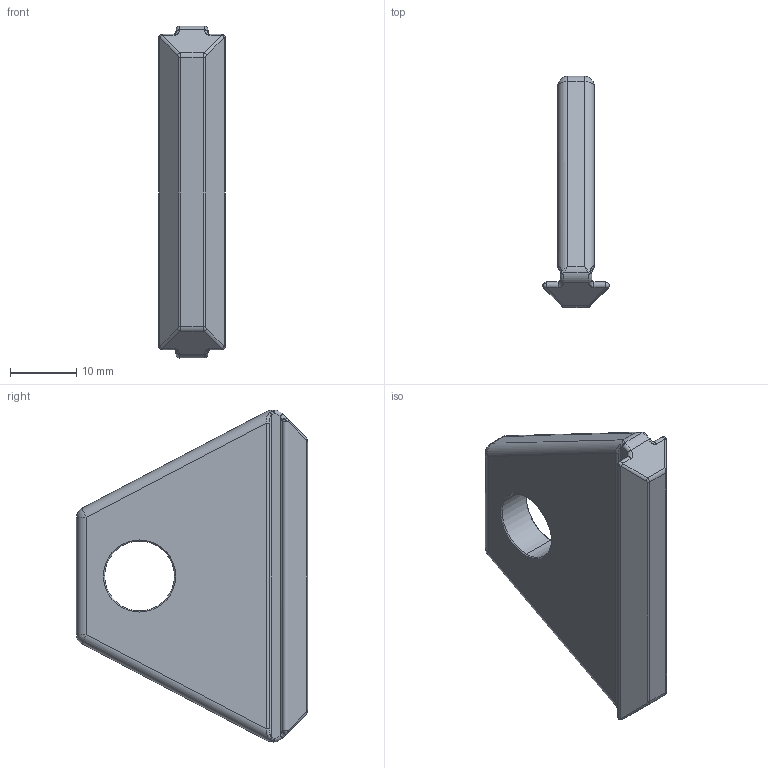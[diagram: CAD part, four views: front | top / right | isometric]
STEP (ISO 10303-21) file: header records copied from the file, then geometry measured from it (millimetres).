
FILE_DESCRIPTION (( 'STEP AP214' ), '1' );
FILE_NAME ('6.03.spth.STEP', '2025-06-14T19:22:25', ( '' ), ( '' ), 'SwSTEP 2.0', 'SolidWorks 2023', '' );
FILE_SCHEMA (( 'AUTOMOTIVE_DESIGN' ));
Length unit declared in the file: millimetre
Products named in the file (1): 6.03.spth
Bounding box: 10 x 34.8 x 50 mm (x, y, z)
Volume: 6740.2 mm3; surface area: 3491.5 mm2
Topology: 1 solids, 1 shells, 96 faces, 236 edges, 131 vertices
Faces by surface type: cylinder 42, bspline 17, sphere 15, plane 14, cone 4, torus 4
Entity records: 3396 total; most frequent: CARTESIAN_POINT 1328, ORIENTED_EDGE 438, DIRECTION 420, EDGE_CURVE 219, AXIS2_PLACEMENT_3D 169, VERTEX_POINT 125, EDGE_LOOP 98, FACE_OUTER_BOUND 96
